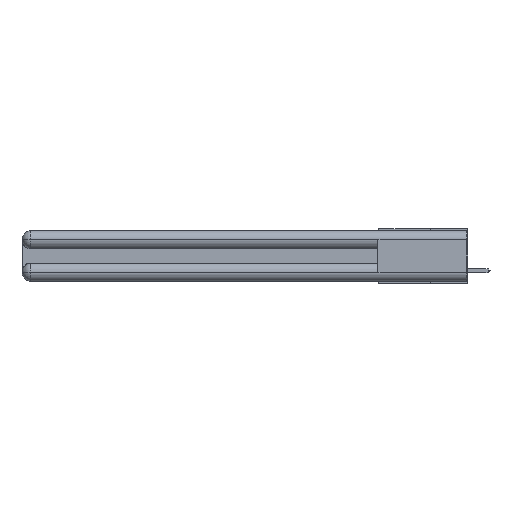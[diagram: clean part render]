
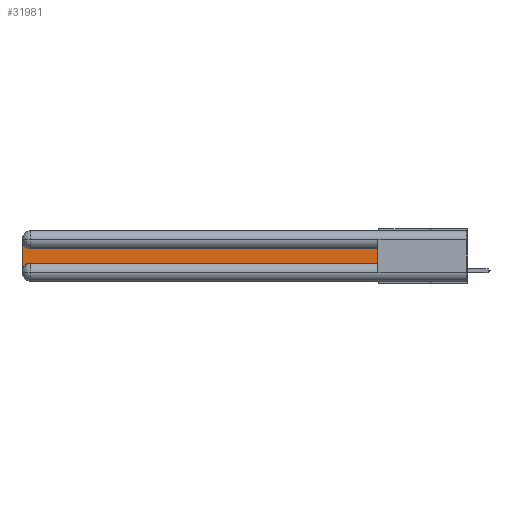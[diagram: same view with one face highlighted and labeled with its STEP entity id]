
A CAD part, left-side view. The second image highlights one B-rep face of the part: STEP entity #31981.
In plain terms, the highlighted planar face has unit normal (-1, 0, 0).
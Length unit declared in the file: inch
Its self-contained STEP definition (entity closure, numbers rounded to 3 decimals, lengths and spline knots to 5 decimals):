
#636 = ORIENTED_EDGE ( 'NONE', *, *, #1057, .T. ) ;
#1057 = EDGE_CURVE ( 'NONE', #27522, #8197, #18169, .T. ) ;
#1531 = DIRECTION ( 'NONE',  ( 0., 0., -1. ) ) ;
#2533 = DIRECTION ( 'NONE',  ( 0., 0., -1. ) ) ;
#3746 = DIRECTION ( 'NONE',  ( 0., -1., 0. ) ) ;
#4239 = EDGE_CURVE ( 'NONE', #17842, #27522, #26176, .T. ) ;
#5363 = EDGE_CURVE ( 'NONE', #8197, #5581, #29739, .T. ) ;
#5581 = VERTEX_POINT ( 'NONE', #26250 ) ;
#6409 = VECTOR ( 'NONE', #24397, 39.37008 ) ;
#6620 = AXIS2_PLACEMENT_3D ( 'NONE', #18789, #21311, #1531 ) ;
#7361 = AXIS2_PLACEMENT_3D ( 'NONE', #14511, #31779, #20078 ) ;
#7893 = VECTOR ( 'NONE', #20711, 39.37008 ) ;
#8197 = VERTEX_POINT ( 'NONE', #16134 ) ;
#8918 = DIRECTION ( 'NONE',  ( 0., 1., 0. ) ) ;
#9246 = AXIS2_PLACEMENT_3D ( 'NONE', #9989, #17331, #2533 ) ;
#9462 = ORIENTED_EDGE ( 'NONE', *, *, #24674, .T. ) ;
#9989 = CARTESIAN_POINT ( 'NONE',  ( 0.075, 2.94, -0.2775 ) ) ;
#10100 = LINE ( 'NONE', #18725, #23671 ) ;
#11998 = ORIENTED_EDGE ( 'NONE', *, *, #28248, .T. ) ;
#12388 = CARTESIAN_POINT ( 'NONE',  ( 0.075, 0.6, -0.1225 ) ) ;
#12551 = LINE ( 'NONE', #18000, #7893 ) ;
#14511 = CARTESIAN_POINT ( 'NONE',  ( 0.075, 3., -0.1225 ) ) ;
#16134 = CARTESIAN_POINT ( 'NONE',  ( 0.075, 2.94, -0.1225 ) ) ;
#16832 = ORIENTED_EDGE ( 'NONE', *, *, #5363, .T. ) ;
#17331 = DIRECTION ( 'NONE',  ( 1., 0., 0. ) ) ;
#17842 = VERTEX_POINT ( 'NONE', #19312 ) ;
#18000 = CARTESIAN_POINT ( 'NONE',  ( 0.075, 3., -0.2175 ) ) ;
#18169 = LINE ( 'NONE', #12388, #24414 ) ;
#18725 = CARTESIAN_POINT ( 'NONE',  ( 0.075, 0.6, -0.2175 ) ) ;
#18789 = CARTESIAN_POINT ( 'NONE',  ( 0.075, 2.94, -0.0625 ) ) ;
#19036 = CARTESIAN_POINT ( 'NONE',  ( 0.075, 0.6, -0.1225 ) ) ;
#19189 = ORIENTED_EDGE ( 'NONE', *, *, #19739, .T. ) ;
#19312 = CARTESIAN_POINT ( 'NONE',  ( 0.075, 0.6, -0.2175 ) ) ;
#19327 = PLANE ( 'NONE',  #7361 ) ;
#19577 = CARTESIAN_POINT ( 'NONE',  ( 0.075, 2.94, -0.2175 ) ) ;
#19739 = EDGE_CURVE ( 'NONE', #30699, #27118, #31200, .T. ) ;
#20078 = DIRECTION ( 'NONE',  ( 0., 0., -1. ) ) ;
#20711 = DIRECTION ( 'NONE',  ( 0., 0., -1. ) ) ;
#21311 = DIRECTION ( 'NONE',  ( 1., 0., 0. ) ) ;
#22678 = CARTESIAN_POINT ( 'NONE',  ( 0.075, 3., -0.2775 ) ) ;
#23671 = VECTOR ( 'NONE', #3746, 39.37008 ) ;
#24336 = EDGE_LOOP ( 'NONE', ( #636, #16832, #11998, #19189, #9462, #25334 ) ) ;
#24397 = DIRECTION ( 'NONE',  ( 0., 0., 1. ) ) ;
#24414 = VECTOR ( 'NONE', #8918, 39.37008 ) ;
#24646 = FACE_OUTER_BOUND ( 'NONE', #24336, .T. ) ;
#24674 = EDGE_CURVE ( 'NONE', #27118, #17842, #10100, .T. ) ;
#25334 = ORIENTED_EDGE ( 'NONE', *, *, #4239, .T. ) ;
#26176 = LINE ( 'NONE', #26907, #6409 ) ;
#26250 = CARTESIAN_POINT ( 'NONE',  ( 0.075, 3., -0.0625 ) ) ;
#26907 = CARTESIAN_POINT ( 'NONE',  ( 0.075, 0.6, -0.2175 ) ) ;
#27118 = VERTEX_POINT ( 'NONE', #19577 ) ;
#27522 = VERTEX_POINT ( 'NONE', #19036 ) ;
#28248 = EDGE_CURVE ( 'NONE', #5581, #30699, #12551, .T. ) ;
#29739 = CIRCLE ( 'NONE', #6620, 0.06 ) ;
#30699 = VERTEX_POINT ( 'NONE', #22678 ) ;
#31200 = CIRCLE ( 'NONE', #9246, 0.06 ) ;
#31779 = DIRECTION ( 'NONE',  ( 1., 0., 0. ) ) ;
#31981 = ADVANCED_FACE ( 'NONE', ( #24646 ), #19327, .F. ) ;
